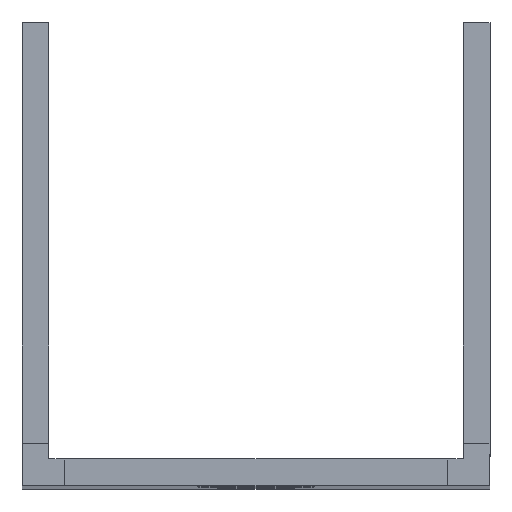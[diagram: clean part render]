
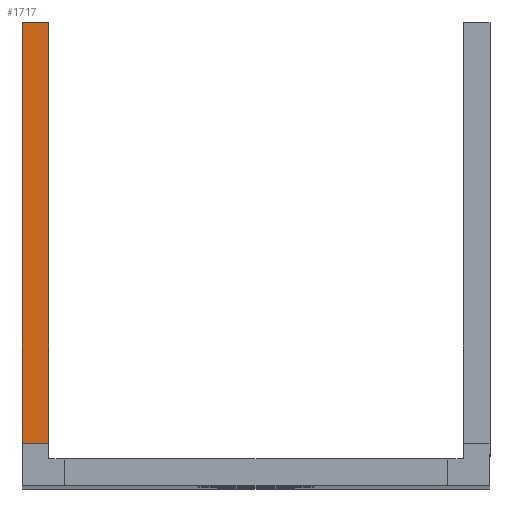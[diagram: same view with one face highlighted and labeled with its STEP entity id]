
A CAD part, top view. The second image highlights one B-rep face of the part: STEP entity #1717.
In plain terms, the highlighted planar face has unit normal (0, 0, 1).
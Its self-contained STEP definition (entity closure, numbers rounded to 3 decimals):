
#1 = CARTESIAN_POINT ( 'NONE',  ( -22., 41., 190. ) ) ;
#88 = VECTOR ( 'NONE', #725, 1000. ) ;
#211 = LINE ( 'NONE', #1867, #882 ) ;
#359 = LINE ( 'NONE', #1423, #88 ) ;
#372 = ORIENTED_EDGE ( 'NONE', *, *, #605, .T. ) ;
#538 = LINE ( 'NONE', #905, #1040 ) ;
#605 = EDGE_CURVE ( 'NONE', #2042, #971, #359, .T. ) ;
#673 = CARTESIAN_POINT ( 'NONE',  ( -22., 1.5, 190. ) ) ;
#724 = ORIENTED_EDGE ( 'NONE', *, *, #784, .T. ) ;
#725 = DIRECTION ( 'NONE',  ( 1., 0., 0. ) ) ;
#784 = EDGE_CURVE ( 'NONE', #1669, #2042, #211, .T. ) ;
#788 = CARTESIAN_POINT ( 'NONE',  ( 18., 1.5, 190. ) ) ;
#803 = ORIENTED_EDGE ( 'NONE', *, *, #2259, .F. ) ;
#807 = CARTESIAN_POINT ( 'NONE',  ( -19.5, 1.5, 190. ) ) ;
#882 = VECTOR ( 'NONE', #2057, 1000. ) ;
#885 = EDGE_LOOP ( 'NONE', ( #724, #372, #1996, #803 ) ) ;
#905 = CARTESIAN_POINT ( 'NONE',  ( -19.5, 41., 190. ) ) ;
#971 = VERTEX_POINT ( 'NONE', #807 ) ;
#984 = PLANE ( 'NONE',  #2109 ) ;
#1022 = FACE_OUTER_BOUND ( 'NONE', #885, .T. ) ;
#1040 = VECTOR ( 'NONE', #2038, 1000. ) ;
#1135 = DIRECTION ( 'NONE',  ( 1., 0., 0. ) ) ;
#1423 = CARTESIAN_POINT ( 'NONE',  ( -22., 1.5, 190. ) ) ;
#1448 = EDGE_CURVE ( 'NONE', #1868, #971, #538, .T. ) ;
#1669 = VERTEX_POINT ( 'NONE', #2099 ) ;
#1717 = ADVANCED_FACE ( 'NONE', ( #1022 ), #984, .F. ) ;
#1799 = LINE ( 'NONE', #1, #2035 ) ;
#1867 = CARTESIAN_POINT ( 'NONE',  ( -22., 41., 190. ) ) ;
#1868 = VERTEX_POINT ( 'NONE', #1947 ) ;
#1903 = DIRECTION ( 'NONE',  ( -1., 0., 0. ) ) ;
#1920 = DIRECTION ( 'NONE',  ( 0., 0., -1. ) ) ;
#1947 = CARTESIAN_POINT ( 'NONE',  ( -19.5, 41., 190. ) ) ;
#1996 = ORIENTED_EDGE ( 'NONE', *, *, #1448, .F. ) ;
#2035 = VECTOR ( 'NONE', #1135, 1000. ) ;
#2038 = DIRECTION ( 'NONE',  ( 0., -1., 0. ) ) ;
#2042 = VERTEX_POINT ( 'NONE', #673 ) ;
#2057 = DIRECTION ( 'NONE',  ( 0., -1., 0. ) ) ;
#2099 = CARTESIAN_POINT ( 'NONE',  ( -22., 41., 190. ) ) ;
#2109 = AXIS2_PLACEMENT_3D ( 'NONE', #788, #1920, #1903 ) ;
#2259 = EDGE_CURVE ( 'NONE', #1669, #1868, #1799, .T. ) ;
